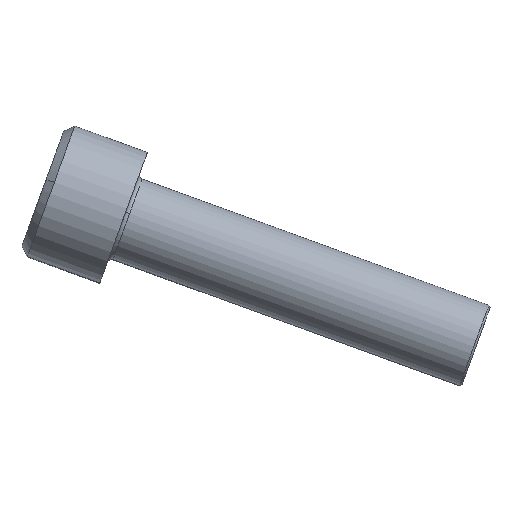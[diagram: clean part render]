
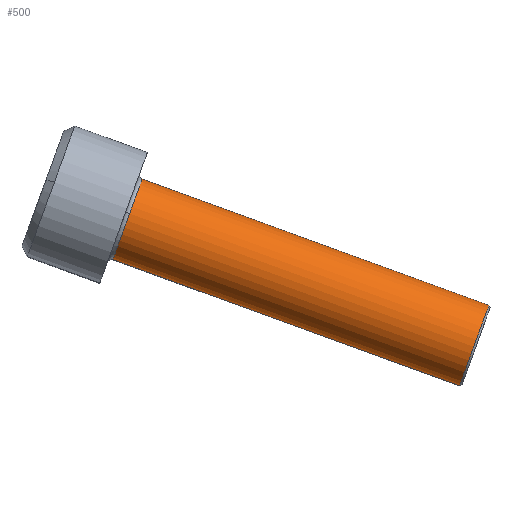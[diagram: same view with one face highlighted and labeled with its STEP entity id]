
A CAD part, front view. The second image highlights one B-rep face of the part: STEP entity #500.
In plain terms, the highlighted cylindrical face has radius 4 mm (diameter 8 mm), a partial arc.
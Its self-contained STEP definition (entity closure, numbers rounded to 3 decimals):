
#10=CARTESIAN_POINT('',(-36.563,0.,0.));
#20=DIRECTION('',(1.,0.,0.));
#30=DIRECTION('',(0.,0.,1.));
#40=AXIS2_PLACEMENT_3D('',#10,#20,#30);
#50=CYLINDRICAL_SURFACE('',#40,4.);
#60=CARTESIAN_POINT('',(-36.563,0.,-4.));
#70=DIRECTION('',(1.,0.,0.));
#80=VECTOR('',#70,1.);
#90=LINE('',#60,#80);
#100=CARTESIAN_POINT('',(-34.811,0.,-4.));
#110=VERTEX_POINT('',#100);
#120=CARTESIAN_POINT('',(-0.4,0.,-4.));
#130=VERTEX_POINT('',#120);
#140=EDGE_CURVE('',#110,#130,#90,.T.);
#150=ORIENTED_EDGE('',*,*,#140,.T.);
#160=CARTESIAN_POINT('',(-34.811,0.,0.));
#170=DIRECTION('',(-1.,0.,-0.));
#180=DIRECTION('',(0.,1.,0.));
#190=AXIS2_PLACEMENT_3D('',#160,#170,#180);
#200=CIRCLE('',#190,4.);
#210=CARTESIAN_POINT('',(-34.811,-4.,0.));
#220=VERTEX_POINT('',#210);
#230=EDGE_CURVE('',#110,#220,#200,.T.);
#240=ORIENTED_EDGE('',*,*,#230,.F.);
#250=CARTESIAN_POINT('',(-34.811,0.,4.));
#260=VERTEX_POINT('',#250);
#270=EDGE_CURVE('',#220,#260,#200,.T.);
#280=ORIENTED_EDGE('',*,*,#270,.F.);
#290=CARTESIAN_POINT('',(-36.563,0.,4.));
#300=DIRECTION('',(1.,0.,0.));
#310=VECTOR('',#300,1.);
#320=LINE('',#290,#310);
#330=CARTESIAN_POINT('',(-0.4,0.,4.));
#340=VERTEX_POINT('',#330);
#350=EDGE_CURVE('',#260,#340,#320,.T.);
#360=ORIENTED_EDGE('',*,*,#350,.F.);
#370=CARTESIAN_POINT('',(-0.4,0.,0.));
#380=DIRECTION('',(1.,0.,0.));
#390=DIRECTION('',(0.,0.,-1.));
#400=AXIS2_PLACEMENT_3D('',#370,#380,#390);
#410=CIRCLE('',#400,4.);
#420=CARTESIAN_POINT('',(-0.4,-4.,0.));
#430=VERTEX_POINT('',#420);
#440=EDGE_CURVE('',#340,#430,#410,.T.);
#450=ORIENTED_EDGE('',*,*,#440,.F.);
#460=EDGE_CURVE('',#430,#130,#410,.T.);
#470=ORIENTED_EDGE('',*,*,#460,.F.);
#480=EDGE_LOOP('',(#470,#450,#360,#280,#240,#150));
#490=FACE_OUTER_BOUND('',#480,.T.);
#500=ADVANCED_FACE('',(#490),#50,.T.);
